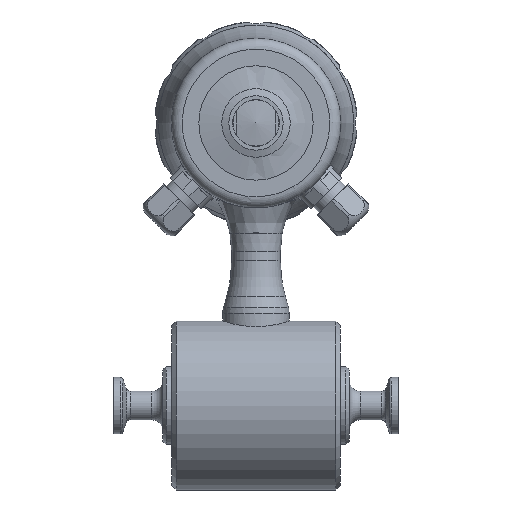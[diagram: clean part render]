
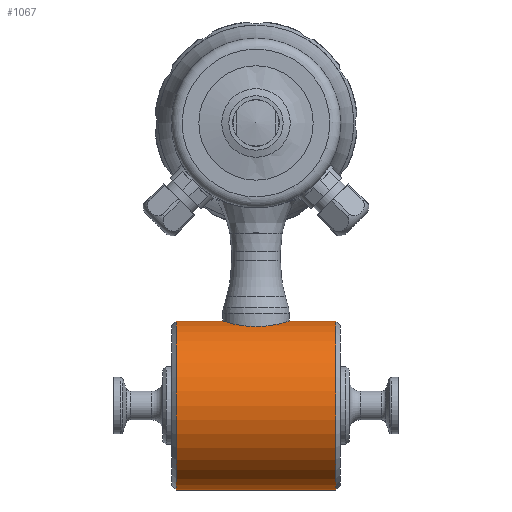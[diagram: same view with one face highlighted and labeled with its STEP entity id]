
A CAD part, left-side view. The second image highlights one B-rep face of the part: STEP entity #1067.
In plain terms, the highlighted cylindrical face has radius 38.05 mm (diameter 76.1 mm), a full revolution.
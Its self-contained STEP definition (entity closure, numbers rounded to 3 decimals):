
#1067 = ADVANCED_FACE( 'NONE', ( #2444, #2445, #2446 ), #2447, .T. );
#2444 = FACE_BOUND( '', #4509, .T. );
#2445 = FACE_OUTER_BOUND( '', #4510, .T. );
#2446 = FACE_OUTER_BOUND( '', #4511, .T. );
#2447 = CYLINDRICAL_SURFACE( '', #4512, 38.05 );
#4509 = EDGE_LOOP( '', ( #7962, #7963, #7964, #7965, #7966, #7967 ) );
#4510 = EDGE_LOOP( '', ( #7968 ) );
#4511 = EDGE_LOOP( '', ( #7969 ) );
#4512 = AXIS2_PLACEMENT_3D( '', #7970, #7971, #7972 );
#7962 = ORIENTED_EDGE( '', *, *, #11581, .F. );
#7963 = ORIENTED_EDGE( '', *, *, #11582, .F. );
#7964 = ORIENTED_EDGE( '', *, *, #11583, .F. );
#7965 = ORIENTED_EDGE( '', *, *, #11584, .F. );
#7966 = ORIENTED_EDGE( '', *, *, #11585, .F. );
#7967 = ORIENTED_EDGE( '', *, *, #11586, .F. );
#7968 = ORIENTED_EDGE( '', *, *, #11587, .F. );
#7969 = ORIENTED_EDGE( '', *, *, #10555, .T. );
#7970 = CARTESIAN_POINT( '', ( 0., -109.971, 0. ) );
#7971 = DIRECTION( '', ( 0., 1., 0. ) );
#7972 = DIRECTION( '', ( 0., 0., 1. ) );
#10555 = EDGE_CURVE( 'NONE', #12434, #12434, #12435, .T. );
#11581 = EDGE_CURVE( '', #14063, #14064, #14065, .F. );
#11582 = EDGE_CURVE( '', #14066, #14063, #14067, .T. );
#11583 = EDGE_CURVE( '', #14068, #14066, #14069, .T. );
#11584 = EDGE_CURVE( '', #14070, #14068, #14071, .F. );
#11585 = EDGE_CURVE( '', #14072, #14070, #14073, .T. );
#11586 = EDGE_CURVE( '', #14064, #14072, #14074, .T. );
#11587 = EDGE_CURVE( 'NONE', #14075, #14075, #14076, .T. );
#12434 = VERTEX_POINT( '', #15578 );
#12435 = CIRCLE( '', #15579, 38.05 );
#14063 = VERTEX_POINT( '', #19243 );
#14064 = VERTEX_POINT( '', #19244 );
#14065 = LINE( '', #19245, #19246 );
#14066 = VERTEX_POINT( '', #19247 );
#14067 = LINE( '', #19248, #19249 );
#14068 = VERTEX_POINT( '', #19250 );
#14069 = B_SPLINE_CURVE_WITH_KNOTS( '', 3, ( #19251, #19252, #19253, #19254, #19255, #19256, #19257, #19258, #19259, #19260, #19261, #19262 ), .UNSPECIFIED., .F., .F., ( 4, 1, 1, 1, 1, 1, 1, 1, 1, 4 ), ( 0., 0.1, 0.2, 0.3, 0.4, 0.499, 0.5, 0.666, 0.833, 1. ), .UNSPECIFIED. );
#14070 = VERTEX_POINT( '', #19263 );
#14071 = LINE( '', #19264, #19265 );
#14072 = VERTEX_POINT( '', #19266 );
#14073 = LINE( '', #19267, #19268 );
#14074 = B_SPLINE_CURVE_WITH_KNOTS( '', 3, ( #19269, #19270, #19271, #19272, #19273, #19274, #19275, #19276, #19277, #19278, #19279, #19280, #19281 ), .UNSPECIFIED., .F., .F., ( 4, 1, 1, 1, 1, 1, 1, 1, 1, 1, 4 ), ( 0., 0.1, 0.2, 0.3, 0.4, 0.5, 0.6, 0.7, 0.8, 0.9, 1. ), .UNSPECIFIED. );
#14075 = VERTEX_POINT( '', #19282 );
#14076 = CIRCLE( '', #19283, 38.05 );
#15578 = CARTESIAN_POINT( '', ( 0., 36., 38.05 ) );
#15579 = AXIS2_PLACEMENT_3D( '', #21845, #21846, #21847 );
#19243 = CARTESIAN_POINT( '', ( 1.786, 9.331, 38.008 ) );
#19244 = CARTESIAN_POINT( '', ( 1.786, 14.893, 38.008 ) );
#19245 = CARTESIAN_POINT( '', ( 1.786, 0.036, 38.008 ) );
#19246 = VECTOR( '', #22970, 1000. );
#19247 = CARTESIAN_POINT( '', ( 1.786, -14.893, 38.008 ) );
#19248 = CARTESIAN_POINT( '', ( 1.786, -15., 38.008 ) );
#19249 = VECTOR( '', #22971, 1000. );
#19250 = CARTESIAN_POINT( '', ( -1.786, -14.893, 38.008 ) );
#19251 = CARTESIAN_POINT( '', ( -1.786, -14.893, 38.008 ) );
#19252 = CARTESIAN_POINT( '', ( -1.667, -14.907, 38.013 ) );
#19253 = CARTESIAN_POINT( '', ( -1.43, -14.934, 38.024 ) );
#19254 = CARTESIAN_POINT( '', ( -1.073, -14.963, 38.035 ) );
#19255 = CARTESIAN_POINT( '', ( -0.716, -14.984, 38.044 ) );
#19256 = CARTESIAN_POINT( '', ( -0.359, -14.997, 38.049 ) );
#19257 = CARTESIAN_POINT( '', ( -0.12, -15., 38.05 ) );
#19258 = CARTESIAN_POINT( '', ( 0.198, -15., 38.05 ) );
#19259 = CARTESIAN_POINT( '', ( 0.596, -14.992, 38.047 ) );
#19260 = CARTESIAN_POINT( '', ( 1.192, -14.958, 38.033 ) );
#19261 = CARTESIAN_POINT( '', ( 1.588, -14.915, 38.016 ) );
#19262 = CARTESIAN_POINT( '', ( 1.786, -14.893, 38.008 ) );
#19263 = CARTESIAN_POINT( '', ( -1.786, 9.331, 38.008 ) );
#19264 = CARTESIAN_POINT( '', ( -1.786, -15., 38.008 ) );
#19265 = VECTOR( '', #22972, 1000. );
#19266 = CARTESIAN_POINT( '', ( -1.786, 14.893, 38.008 ) );
#19267 = CARTESIAN_POINT( '', ( -1.786, 0.036, 38.008 ) );
#19268 = VECTOR( '', #22973, 1000. );
#19269 = CARTESIAN_POINT( '', ( 1.786, 14.893, 38.008 ) );
#19270 = CARTESIAN_POINT( '', ( 1.667, 14.907, 38.013 ) );
#19271 = CARTESIAN_POINT( '', ( 1.43, 14.933, 38.024 ) );
#19272 = CARTESIAN_POINT( '', ( 1.073, 14.963, 38.035 ) );
#19273 = CARTESIAN_POINT( '', ( 0.716, 14.984, 38.044 ) );
#19274 = CARTESIAN_POINT( '', ( 0.358, 14.997, 38.049 ) );
#19275 = CARTESIAN_POINT( '', ( 0., 15.001, 38.05 ) );
#19276 = CARTESIAN_POINT( '', ( -0.358, 14.997, 38.049 ) );
#19277 = CARTESIAN_POINT( '', ( -0.716, 14.984, 38.044 ) );
#19278 = CARTESIAN_POINT( '', ( -1.073, 14.963, 38.035 ) );
#19279 = CARTESIAN_POINT( '', ( -1.43, 14.933, 38.024 ) );
#19280 = CARTESIAN_POINT( '', ( -1.667, 14.907, 38.013 ) );
#19281 = CARTESIAN_POINT( '', ( -1.786, 14.893, 38.008 ) );
#19282 = CARTESIAN_POINT( '', ( 0., -36., 38.05 ) );
#19283 = AXIS2_PLACEMENT_3D( '', #22974, #22975, #22976 );
#21845 = CARTESIAN_POINT( '', ( 0., 36., 0. ) );
#21846 = DIRECTION( '', ( 0., -1., 0. ) );
#21847 = DIRECTION( '', ( 0., 0., 1. ) );
#22970 = DIRECTION( '', ( 0., -1., 0. ) );
#22971 = DIRECTION( '', ( 0., 1., 0. ) );
#22972 = DIRECTION( '', ( 0., 1., 0. ) );
#22973 = DIRECTION( '', ( 0., -1., 0. ) );
#22974 = CARTESIAN_POINT( '', ( 0., -36., 0. ) );
#22975 = DIRECTION( '', ( 0., -1., 0. ) );
#22976 = DIRECTION( '', ( 0., 0., 1. ) );
